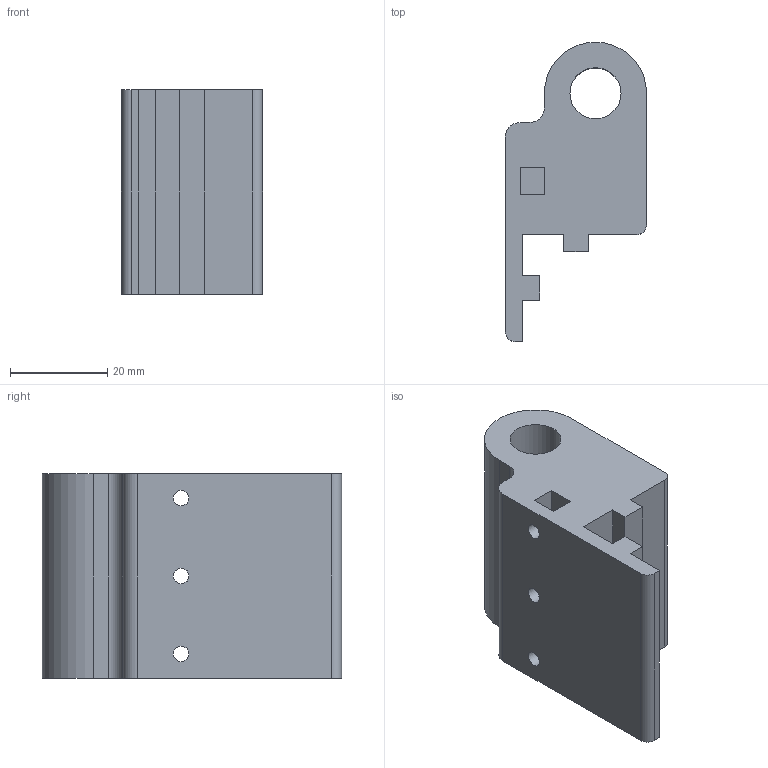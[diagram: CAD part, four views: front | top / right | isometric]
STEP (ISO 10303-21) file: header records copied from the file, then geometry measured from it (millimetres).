
FILE_DESCRIPTION(('FreeCAD Model'),'2;1');
FILE_NAME('Open CASCADE Shape Model','2022-01-08T21:53:59',('Author'),( ''),'Open CASCADE STEP processor 7.5','FreeCAD','Unknown');
FILE_SCHEMA(('AUTOMOTIVE_DESIGN { 1 0 10303 214 1 1 1 1 }'));
Length unit declared in the file: millimetre
Products named in the file (1): Motor.Idler
Bounding box: 29 x 61.5 x 42 mm (x, y, z)
Volume: 34443.7 mm3; surface area: 13813.6 mm2
Topology: 1 solids, 1 shells, 58 faces, 138 edges, 91 vertices
Faces by surface type: plane 38, cylinder 18, cone 2
Full cylindrical faces by diameter (mm): 2.8 x4, 3.2 x5, 6 x2, 10.5 x2
Entity records: 3572 total; most frequent: CARTESIAN_POINT 678, DIRECTION 550, LINE 343, VECTOR 343, ORIENTED_EDGE 276, PCURVE 276, DEFINITIONAL_REPRESENTATION 276, EDGE_CURVE 138
